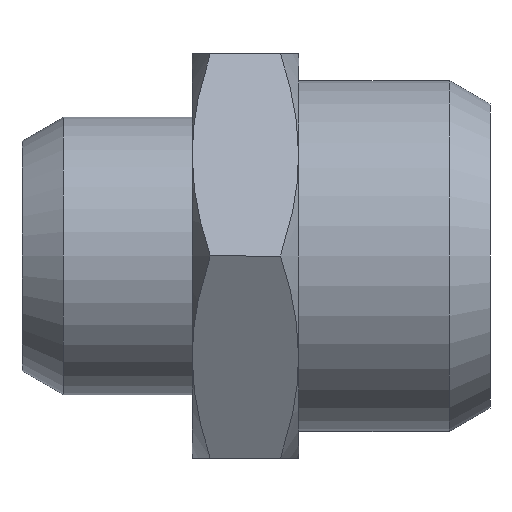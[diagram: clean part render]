
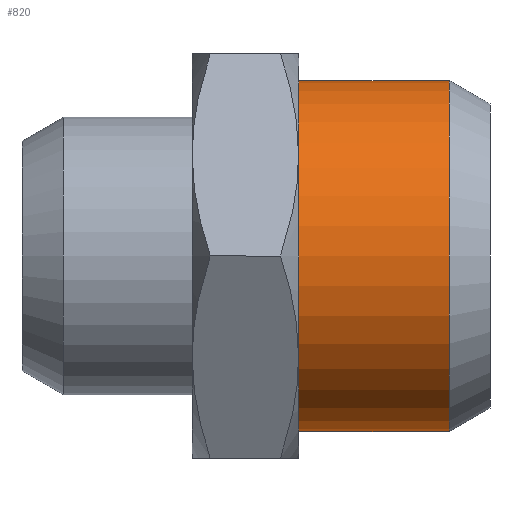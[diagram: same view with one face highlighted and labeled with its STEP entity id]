
A CAD part, left-side view. The second image highlights one B-rep face of the part: STEP entity #820.
In plain terms, the highlighted cylindrical face has radius 8.25 mm (diameter 16.5 mm), a full revolution.
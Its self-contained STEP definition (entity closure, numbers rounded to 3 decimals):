
#20 = VERTEX_POINT ( 'NONE', #345 ) ;
#30 = VERTEX_POINT ( 'NONE', #356 ) ;
#96 = CYLINDRICAL_SURFACE ( 'NONE', #792, 8.25 ) ;
#102 = FACE_OUTER_BOUND ( 'NONE', #282, .T. ) ;
#103 = FACE_OUTER_BOUND ( 'NONE', #279, .T. ) ;
#116 = CIRCLE ( 'NONE', #749, 8.25 ) ;
#149 = CIRCLE ( 'NONE', #772, 8.25 ) ;
#164 = ORIENTED_EDGE ( 'NONE', *, *, #735, .T. ) ;
#167 = ORIENTED_EDGE ( 'NONE', *, *, #782, .F. ) ;
#279 = EDGE_LOOP ( 'NONE', ( #164 ) ) ;
#282 = EDGE_LOOP ( 'NONE', ( #167 ) ) ;
#345 = CARTESIAN_POINT ( 'NONE',  ( 0., 9., -8.25 ) ) ;
#356 = CARTESIAN_POINT ( 'NONE',  ( 0., 1.905, 8.25 ) ) ;
#480 = DIRECTION ( 'NONE',  ( 0., -1., 0. ) ) ;
#481 = CARTESIAN_POINT ( 'NONE',  ( 0., 9., 0. ) ) ;
#482 = DIRECTION ( 'NONE',  ( 0., 0., -1. ) ) ;
#504 = DIRECTION ( 'NONE',  ( 0., 0., 1. ) ) ;
#505 = DIRECTION ( 'NONE',  ( 0., 1., 0. ) ) ;
#507 = CARTESIAN_POINT ( 'NONE',  ( 0., 1.905, 0. ) ) ;
#527 = DIRECTION ( 'NONE',  ( 0., 0., -1. ) ) ;
#533 = DIRECTION ( 'NONE',  ( 0., 1., 0. ) ) ;
#534 = CARTESIAN_POINT ( 'NONE',  ( 0., 9., 0. ) ) ;
#735 = EDGE_CURVE ( 'NONE', #30, #30, #149, .T. ) ;
#749 = AXIS2_PLACEMENT_3D ( 'NONE', #534, #533, #527 ) ;
#772 = AXIS2_PLACEMENT_3D ( 'NONE', #507, #505, #504 ) ;
#782 = EDGE_CURVE ( 'NONE', #20, #20, #116, .T. ) ;
#792 = AXIS2_PLACEMENT_3D ( 'NONE', #481, #480, #482 ) ;
#820 = ADVANCED_FACE ( 'NONE', ( #103, #102 ), #96, .T. ) ;
